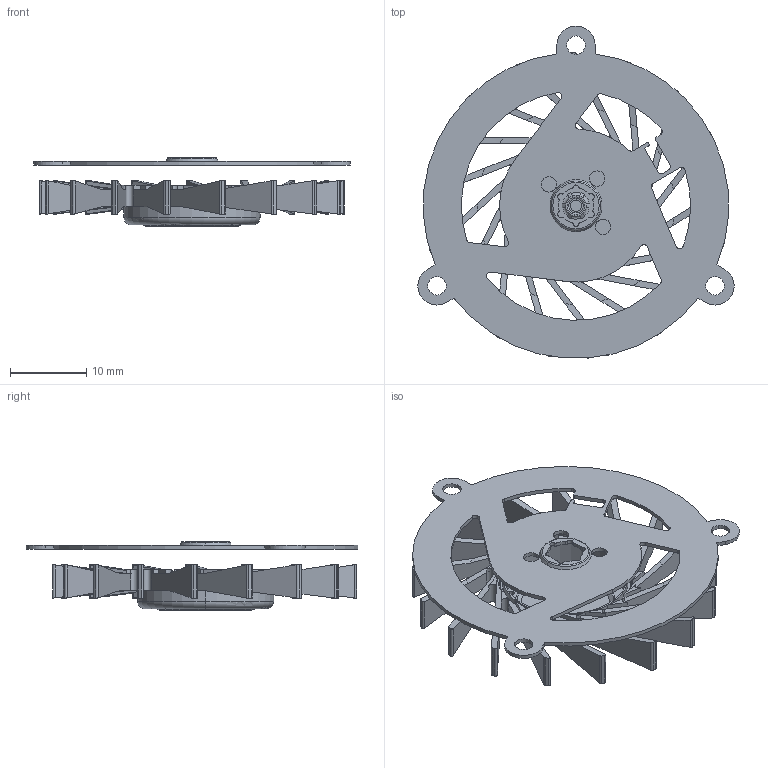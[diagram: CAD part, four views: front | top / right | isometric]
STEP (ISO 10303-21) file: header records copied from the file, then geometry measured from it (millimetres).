
FILE_DESCRIPTION((''),'2;1');
FILE_NAME('KSB0405HBF0D--V0_ASM','2019-01-30T',('ALLEN.HAN'),(''),'PRO/ENGINEER BY PARAMETRIC TECHNOLOGY CORPORATION, 2009360','PRO/ENGINEER BY PARAMETRIC TECHNOLOGY CORPORATION, 2009360','');
FILE_SCHEMA(('CONFIG_CONTROL_DESIGN'));
Length unit declared in the file: millimetre
Products named in the file (3): 79Q-PILLOW-V0; 79Q-IMP-V0-1; KSB0405HBF0D--V0_ASM
Assembly tree (2 placements, depth 2):
  KSB0405HBF0D--V0_ASM
    79Q-PILLOW-V0
    79Q-IMP-V0-1
Bounding box: 41.37 x 43.43 x 9 mm (x, y, z)
Volume: 1466.9 mm3; surface area: 4968.3 mm2
Topology: 2 solids, 2 shells, 364 faces, 1003 edges, 654 vertices
Faces by surface type: cylinder 151, plane 137, cone 58, torus 18
Entity records: 12432 total; most frequent: CARTESIAN_POINT 2993, ORIENTED_EDGE 2006, DIRECTION 1950, EDGE_CURVE 1003, AXIS2_PLACEMENT_3D 741, VERTEX_POINT 654, VECTOR 468, LINE 468
